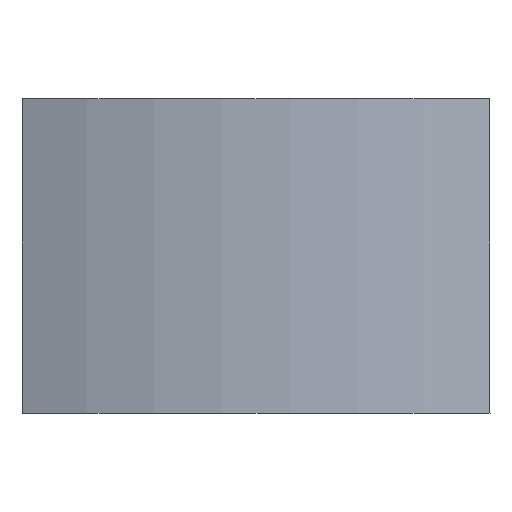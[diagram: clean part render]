
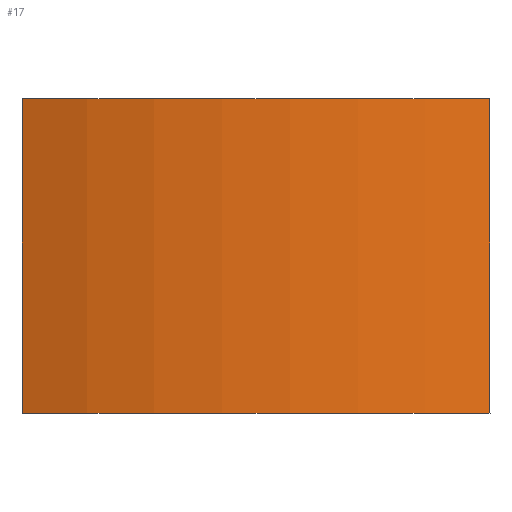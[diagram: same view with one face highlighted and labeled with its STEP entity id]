
A CAD part, top view. The second image highlights one B-rep face of the part: STEP entity #17.
In plain terms, the highlighted cylindrical face has radius 4 mm (diameter 7.999 mm), a partial arc.
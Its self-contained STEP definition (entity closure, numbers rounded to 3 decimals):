
#17 = ADVANCED_FACE('',(#18),#33,.T.);
#18 = FACE_BOUND('',#19,.T.);
#19 = EDGE_LOOP('',(#20,#66,#104,#143));
#20 = ORIENTED_EDGE('',*,*,#21,.F.);
#21 = EDGE_CURVE('',#22,#24,#26,.T.);
#22 = VERTEX_POINT('',#23);
#23 = CARTESIAN_POINT('',(-1.486,1.,
    0.));
#24 = VERTEX_POINT('',#25);
#25 = CARTESIAN_POINT('',(1.486,1.,
    0.));
#26 = SURFACE_CURVE('',#27,(#32),.PCURVE_S1.);
#27 = CIRCLE('',#28,4.);
#28 = AXIS2_PLACEMENT_3D('',#29,#30,#31);
#29 = CARTESIAN_POINT('',(0.,1.,
    -3.713));
#30 = DIRECTION('',(0.,1.,0.));
#31 = DIRECTION('',(-0.372,0.,0.928));
#32 = PCURVE('',#33,#38);
#33 = CYLINDRICAL_SURFACE('',#34,4.);
#34 = AXIS2_PLACEMENT_3D('',#35,#36,#37);
#35 = CARTESIAN_POINT('',(0.,-1.2,
    -3.713));
#36 = DIRECTION('',(0.,1.,0.));
#37 = DIRECTION('',(0.288,0.,0.957));
#38 = DEFINITIONAL_REPRESENTATION('',(#39),#65);
#39 = B_SPLINE_CURVE_WITH_KNOTS('',3,(#40,#41,#42,#43,#44,#45,#46,#47,
    #48,#49,#50,#51,#52,#53,#54,#55,#56,#57,#58,#59,#60,#61,#62,#63,#64)
  ,.UNSPECIFIED.,.F.,.F.,(4,1,1,1,1,1,1,1,1,1,1,1,1,1,1,1,1,1,1,1,1,1,4)
  ,(0.,0.035,0.069,0.104,
    0.138,0.173,0.208,0.242,
    0.277,0.312,0.346,0.381,
    0.415,0.45,0.485,0.519,
    0.554,0.588,0.623,0.658,
    0.692,0.727,0.761),.QUASI_UNIFORM_KNOTS.);
#40 = CARTESIAN_POINT('',(5.61,2.2));
#41 = CARTESIAN_POINT('',(5.621,2.2));
#42 = CARTESIAN_POINT('',(5.644,2.2));
#43 = CARTESIAN_POINT('',(5.679,2.2));
#44 = CARTESIAN_POINT('',(5.714,2.2));
#45 = CARTESIAN_POINT('',(5.748,2.2));
#46 = CARTESIAN_POINT('',(5.783,2.2));
#47 = CARTESIAN_POINT('',(5.818,2.2));
#48 = CARTESIAN_POINT('',(5.852,2.2));
#49 = CARTESIAN_POINT('',(5.887,2.2));
#50 = CARTESIAN_POINT('',(5.921,2.2));
#51 = CARTESIAN_POINT('',(5.956,2.2));
#52 = CARTESIAN_POINT('',(5.991,2.2));
#53 = CARTESIAN_POINT('',(6.025,2.2));
#54 = CARTESIAN_POINT('',(6.06,2.2));
#55 = CARTESIAN_POINT('',(6.094,2.2));
#56 = CARTESIAN_POINT('',(6.129,2.2));
#57 = CARTESIAN_POINT('',(6.164,2.2));
#58 = CARTESIAN_POINT('',(6.198,2.2));
#59 = CARTESIAN_POINT('',(6.233,2.2));
#60 = CARTESIAN_POINT('',(6.267,2.2));
#61 = CARTESIAN_POINT('',(6.302,2.2));
#62 = CARTESIAN_POINT('',(6.337,2.2));
#63 = CARTESIAN_POINT('',(6.36,2.2));
#64 = CARTESIAN_POINT('',(6.371,2.2));
#65 = ( GEOMETRIC_REPRESENTATION_CONTEXT(2) 
PARAMETRIC_REPRESENTATION_CONTEXT() REPRESENTATION_CONTEXT('2D SPACE',''
  ) );
#66 = ORIENTED_EDGE('',*,*,#67,.F.);
#67 = EDGE_CURVE('',#68,#22,#70,.T.);
#68 = VERTEX_POINT('',#69);
#69 = CARTESIAN_POINT('',(-1.486,-1.,
    0.));
#70 = SURFACE_CURVE('',#71,(#75),.PCURVE_S1.);
#71 = LINE('',#72,#73);
#72 = CARTESIAN_POINT('',(-1.486,-1.,
    0.));
#73 = VECTOR('',#74,1.);
#74 = DIRECTION('',(0.,1.,0.));
#75 = PCURVE('',#33,#76);
#76 = DEFINITIONAL_REPRESENTATION('',(#77),#103);
#77 = B_SPLINE_CURVE_WITH_KNOTS('',3,(#78,#79,#80,#81,#82,#83,#84,#85,
    #86,#87,#88,#89,#90,#91,#92,#93,#94,#95,#96,#97,#98,#99,#100,#101,
    #102),.UNSPECIFIED.,.F.,.F.,(4,1,1,1,1,1,1,1,1,1,1,1,1,1,1,1,1,1,1,1
    ,1,1,4),(0.,0.091,0.182,0.273,
    0.364,0.455,0.545,0.636,
    0.727,0.818,0.909,1.,
    1.091,1.182,1.273,1.364,
    1.455,1.545,1.636,1.727,
    1.818,1.909,2.),
  .QUASI_UNIFORM_KNOTS.);
#78 = CARTESIAN_POINT('',(5.61,0.2));
#79 = CARTESIAN_POINT('',(5.61,0.23));
#80 = CARTESIAN_POINT('',(5.61,0.291));
#81 = CARTESIAN_POINT('',(5.61,0.382));
#82 = CARTESIAN_POINT('',(5.61,0.473));
#83 = CARTESIAN_POINT('',(5.61,0.564));
#84 = CARTESIAN_POINT('',(5.61,0.655));
#85 = CARTESIAN_POINT('',(5.61,0.745));
#86 = CARTESIAN_POINT('',(5.61,0.836));
#87 = CARTESIAN_POINT('',(5.61,0.927));
#88 = CARTESIAN_POINT('',(5.61,1.018));
#89 = CARTESIAN_POINT('',(5.61,1.109));
#90 = CARTESIAN_POINT('',(5.61,1.2));
#91 = CARTESIAN_POINT('',(5.61,1.291));
#92 = CARTESIAN_POINT('',(5.61,1.382));
#93 = CARTESIAN_POINT('',(5.61,1.473));
#94 = CARTESIAN_POINT('',(5.61,1.564));
#95 = CARTESIAN_POINT('',(5.61,1.655));
#96 = CARTESIAN_POINT('',(5.61,1.745));
#97 = CARTESIAN_POINT('',(5.61,1.836));
#98 = CARTESIAN_POINT('',(5.61,1.927));
#99 = CARTESIAN_POINT('',(5.61,2.018));
#100 = CARTESIAN_POINT('',(5.61,2.109));
#101 = CARTESIAN_POINT('',(5.61,2.17));
#102 = CARTESIAN_POINT('',(5.61,2.2));
#103 = ( GEOMETRIC_REPRESENTATION_CONTEXT(2) 
PARAMETRIC_REPRESENTATION_CONTEXT() REPRESENTATION_CONTEXT('2D SPACE',''
  ) );
#104 = ORIENTED_EDGE('',*,*,#105,.F.);
#105 = EDGE_CURVE('',#106,#68,#108,.T.);
#106 = VERTEX_POINT('',#107);
#107 = CARTESIAN_POINT('',(1.486,-1.,
    0.));
#108 = SURFACE_CURVE('',#109,(#114),.PCURVE_S1.);
#109 = CIRCLE('',#110,4.);
#110 = AXIS2_PLACEMENT_3D('',#111,#112,#113);
#111 = CARTESIAN_POINT('',(0.,-1.,
    -3.713));
#112 = DIRECTION('',(0.,-1.,0.));
#113 = DIRECTION('',(0.372,0.,0.928));
#114 = PCURVE('',#33,#115);
#115 = DEFINITIONAL_REPRESENTATION('',(#116),#142);
#116 = B_SPLINE_CURVE_WITH_KNOTS('',3,(#117,#118,#119,#120,#121,#122,
    #123,#124,#125,#126,#127,#128,#129,#130,#131,#132,#133,#134,#135,
    #136,#137,#138,#139,#140,#141),.UNSPECIFIED.,.F.,.F.,(4,1,1,1,1,1,1,
    1,1,1,1,1,1,1,1,1,1,1,1,1,1,1,4),(0.,0.035,
    0.069,0.104,0.138,0.173,
    0.208,0.242,0.277,0.312,
    0.346,0.381,0.415,0.45,
    0.485,0.519,0.554,0.588,
    0.623,0.658,0.692,0.727,
    0.761),.QUASI_UNIFORM_KNOTS.);
#117 = CARTESIAN_POINT('',(6.371,0.2));
#118 = CARTESIAN_POINT('',(6.36,0.2));
#119 = CARTESIAN_POINT('',(6.337,0.2));
#120 = CARTESIAN_POINT('',(6.302,0.2));
#121 = CARTESIAN_POINT('',(6.267,0.2));
#122 = CARTESIAN_POINT('',(6.233,0.2));
#123 = CARTESIAN_POINT('',(6.198,0.2));
#124 = CARTESIAN_POINT('',(6.164,0.2));
#125 = CARTESIAN_POINT('',(6.129,0.2));
#126 = CARTESIAN_POINT('',(6.094,0.2));
#127 = CARTESIAN_POINT('',(6.06,0.2));
#128 = CARTESIAN_POINT('',(6.025,0.2));
#129 = CARTESIAN_POINT('',(5.991,0.2));
#130 = CARTESIAN_POINT('',(5.956,0.2));
#131 = CARTESIAN_POINT('',(5.921,0.2));
#132 = CARTESIAN_POINT('',(5.887,0.2));
#133 = CARTESIAN_POINT('',(5.852,0.2));
#134 = CARTESIAN_POINT('',(5.818,0.2));
#135 = CARTESIAN_POINT('',(5.783,0.2));
#136 = CARTESIAN_POINT('',(5.748,0.2));
#137 = CARTESIAN_POINT('',(5.714,0.2));
#138 = CARTESIAN_POINT('',(5.679,0.2));
#139 = CARTESIAN_POINT('',(5.644,0.2));
#140 = CARTESIAN_POINT('',(5.621,0.2));
#141 = CARTESIAN_POINT('',(5.61,0.2));
#142 = ( GEOMETRIC_REPRESENTATION_CONTEXT(2) 
PARAMETRIC_REPRESENTATION_CONTEXT() REPRESENTATION_CONTEXT('2D SPACE',''
  ) );
#143 = ORIENTED_EDGE('',*,*,#144,.F.);
#144 = EDGE_CURVE('',#24,#106,#145,.T.);
#145 = SURFACE_CURVE('',#146,(#150),.PCURVE_S1.);
#146 = LINE('',#147,#148);
#147 = CARTESIAN_POINT('',(1.486,1.,
    0.));
#148 = VECTOR('',#149,1.);
#149 = DIRECTION('',(0.,-1.,0.));
#150 = PCURVE('',#33,#151);
#151 = DEFINITIONAL_REPRESENTATION('',(#152),#178);
#152 = B_SPLINE_CURVE_WITH_KNOTS('',3,(#153,#154,#155,#156,#157,#158,
    #159,#160,#161,#162,#163,#164,#165,#166,#167,#168,#169,#170,#171,
    #172,#173,#174,#175,#176,#177),.UNSPECIFIED.,.F.,.F.,(4,1,1,1,1,1,1,
    1,1,1,1,1,1,1,1,1,1,1,1,1,1,1,4),(-0.,0.091,
    0.182,0.273,0.364,0.455,
    0.545,0.636,0.727,0.818,
    0.909,1.,1.091,1.182,
    1.273,1.364,1.455,1.545,
    1.636,1.727,1.818,1.909,
    2.),.QUASI_UNIFORM_KNOTS.);
#153 = CARTESIAN_POINT('',(6.371,2.2));
#154 = CARTESIAN_POINT('',(6.371,2.17));
#155 = CARTESIAN_POINT('',(6.371,2.109));
#156 = CARTESIAN_POINT('',(6.371,2.018));
#157 = CARTESIAN_POINT('',(6.371,1.927));
#158 = CARTESIAN_POINT('',(6.371,1.836));
#159 = CARTESIAN_POINT('',(6.371,1.745));
#160 = CARTESIAN_POINT('',(6.371,1.655));
#161 = CARTESIAN_POINT('',(6.371,1.564));
#162 = CARTESIAN_POINT('',(6.371,1.473));
#163 = CARTESIAN_POINT('',(6.371,1.382));
#164 = CARTESIAN_POINT('',(6.371,1.291));
#165 = CARTESIAN_POINT('',(6.371,1.2));
#166 = CARTESIAN_POINT('',(6.371,1.109));
#167 = CARTESIAN_POINT('',(6.371,1.018));
#168 = CARTESIAN_POINT('',(6.371,0.927));
#169 = CARTESIAN_POINT('',(6.371,0.836));
#170 = CARTESIAN_POINT('',(6.371,0.745));
#171 = CARTESIAN_POINT('',(6.371,0.655));
#172 = CARTESIAN_POINT('',(6.371,0.564));
#173 = CARTESIAN_POINT('',(6.371,0.473));
#174 = CARTESIAN_POINT('',(6.371,0.382));
#175 = CARTESIAN_POINT('',(6.371,0.291));
#176 = CARTESIAN_POINT('',(6.371,0.23));
#177 = CARTESIAN_POINT('',(6.371,0.2));
#178 = ( GEOMETRIC_REPRESENTATION_CONTEXT(2) 
PARAMETRIC_REPRESENTATION_CONTEXT() REPRESENTATION_CONTEXT('2D SPACE',''
  ) );
